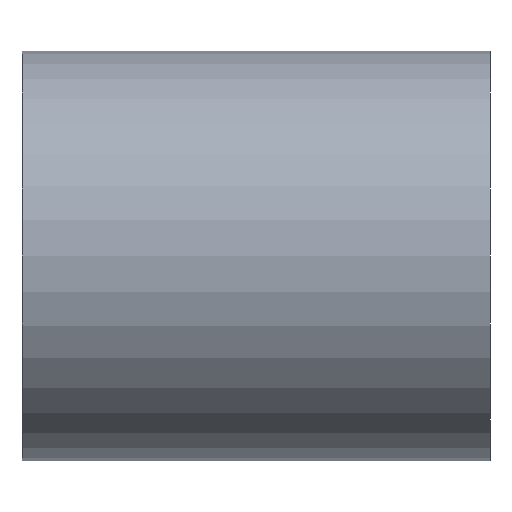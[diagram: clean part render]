
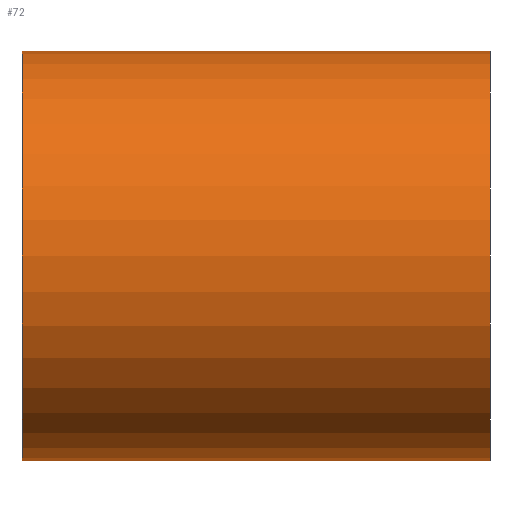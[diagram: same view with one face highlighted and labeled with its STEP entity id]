
A CAD part, left-side view. The second image highlights one B-rep face of the part: STEP entity #72.
In plain terms, the highlighted cylindrical face has radius 35 mm (diameter 70 mm), a partial arc.
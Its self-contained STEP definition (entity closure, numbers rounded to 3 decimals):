
#1 = CARTESIAN_POINT ( 'NONE',  ( 0., -80., -35. ) ) ;
#6 = LINE ( 'NONE', #111, #114 ) ;
#8 = CARTESIAN_POINT ( 'NONE',  ( 0., 0., -35. ) ) ;
#11 = CARTESIAN_POINT ( 'NONE',  ( 0., -80., -35. ) ) ;
#13 = ORIENTED_EDGE ( 'NONE', *, *, #143, .T. ) ;
#23 = CIRCLE ( 'NONE', #144, 35. ) ;
#25 = DIRECTION ( 'NONE',  ( 0., 0., 1. ) ) ;
#30 = EDGE_CURVE ( 'NONE', #146, #115, #158, .T. ) ;
#31 = DIRECTION ( 'NONE',  ( 0., 0., 1. ) ) ;
#36 = DIRECTION ( 'NONE',  ( 0., 1., 0. ) ) ;
#48 = EDGE_CURVE ( 'NONE', #90, #84, #23, .T. ) ;
#50 = EDGE_CURVE ( 'NONE', #90, #146, #54, .T. ) ;
#51 = CARTESIAN_POINT ( 'NONE',  ( 0., 0., 0. ) ) ;
#54 = LINE ( 'NONE', #1, #150 ) ;
#62 = ORIENTED_EDGE ( 'NONE', *, *, #50, .F. ) ;
#63 = FACE_OUTER_BOUND ( 'NONE', #136, .T. ) ;
#66 = ORIENTED_EDGE ( 'NONE', *, *, #48, .T. ) ;
#67 = CARTESIAN_POINT ( 'NONE',  ( 0., 0., 35. ) ) ;
#72 = ADVANCED_FACE ( 'NONE', ( #63 ), #78, .T. ) ;
#75 = AXIS2_PLACEMENT_3D ( 'NONE', #107, #164, #31 ) ;
#77 = DIRECTION ( 'NONE',  ( 0., 1., 0. ) ) ;
#78 = CYLINDRICAL_SURFACE ( 'NONE', #75, 35. ) ;
#81 = CARTESIAN_POINT ( 'NONE',  ( 0., -80., 35. ) ) ;
#84 = VERTEX_POINT ( 'NONE', #81 ) ;
#90 = VERTEX_POINT ( 'NONE', #11 ) ;
#94 = DIRECTION ( 'NONE',  ( 0., 0., 1. ) ) ;
#105 = CARTESIAN_POINT ( 'NONE',  ( 0., -80., 0. ) ) ;
#107 = CARTESIAN_POINT ( 'NONE',  ( 0., -80., 0. ) ) ;
#111 = CARTESIAN_POINT ( 'NONE',  ( 0., -80., 35. ) ) ;
#114 = VECTOR ( 'NONE', #168, 1000. ) ;
#115 = VERTEX_POINT ( 'NONE', #67 ) ;
#117 = DIRECTION ( 'NONE',  ( 0., 1., 0. ) ) ;
#132 = ORIENTED_EDGE ( 'NONE', *, *, #30, .F. ) ;
#136 = EDGE_LOOP ( 'NONE', ( #62, #66, #13, #132 ) ) ;
#143 = EDGE_CURVE ( 'NONE', #84, #115, #6, .T. ) ;
#144 = AXIS2_PLACEMENT_3D ( 'NONE', #105, #36, #25 ) ;
#146 = VERTEX_POINT ( 'NONE', #8 ) ;
#150 = VECTOR ( 'NONE', #77, 1000. ) ;
#158 = CIRCLE ( 'NONE', #159, 35. ) ;
#159 = AXIS2_PLACEMENT_3D ( 'NONE', #51, #117, #94 ) ;
#164 = DIRECTION ( 'NONE',  ( 0., 1., 0. ) ) ;
#168 = DIRECTION ( 'NONE',  ( 0., 1., 0. ) ) ;
